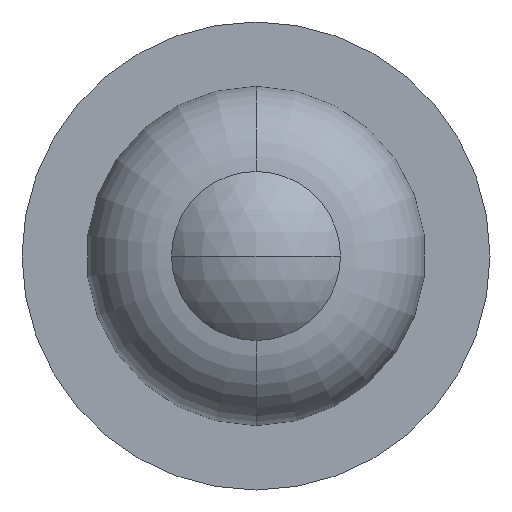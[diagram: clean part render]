
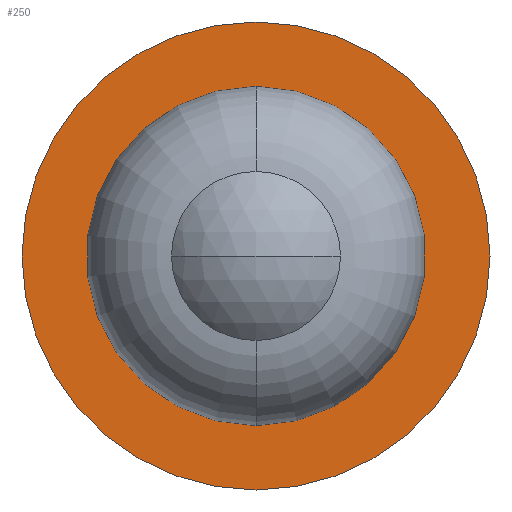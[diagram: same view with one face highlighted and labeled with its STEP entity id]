
A CAD part, front view. The second image highlights one B-rep face of the part: STEP entity #250.
In plain terms, the highlighted planar face has unit normal (0, -1, 0).
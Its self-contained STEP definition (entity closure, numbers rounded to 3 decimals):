
#4 = EDGE_CURVE ( 'NONE', #60, #164, #157, .T. ) ;
#11 = AXIS2_PLACEMENT_3D ( 'NONE', #48, #283, #287 ) ;
#42 = VERTEX_POINT ( 'NONE', #362 ) ;
#48 = CARTESIAN_POINT ( 'NONE',  ( 0., 10.3, 0. ) ) ;
#51 = ORIENTED_EDGE ( 'NONE', *, *, #68, .T. ) ;
#56 = ORIENTED_EDGE ( 'NONE', *, *, #237, .F. ) ;
#60 = VERTEX_POINT ( 'NONE', #353 ) ;
#61 = ORIENTED_EDGE ( 'NONE', *, *, #4, .F. ) ;
#68 = EDGE_CURVE ( 'NONE', #86, #42, #179, .T. ) ;
#79 = DIRECTION ( 'NONE',  ( 0., 0., -1. ) ) ;
#81 = DIRECTION ( 'NONE',  ( 0., 0., -1. ) ) ;
#86 = VERTEX_POINT ( 'NONE', #112 ) ;
#89 = DIRECTION ( 'NONE',  ( 0., -1., 0. ) ) ;
#90 = ORIENTED_EDGE ( 'NONE', *, *, #152, .T. ) ;
#95 = AXIS2_PLACEMENT_3D ( 'NONE', #228, #210, #114 ) ;
#109 = DIRECTION ( 'NONE',  ( 0., 0., -1. ) ) ;
#110 = FACE_OUTER_BOUND ( 'NONE', #364, .T. ) ;
#112 = CARTESIAN_POINT ( 'NONE',  ( 0., 10.3, 5.03 ) ) ;
#113 = CIRCLE ( 'NONE', #186, 2.515 ) ;
#114 = DIRECTION ( 'NONE',  ( 0., 0., -1. ) ) ;
#126 = FACE_BOUND ( 'NONE', #347, .T. ) ;
#148 = CARTESIAN_POINT ( 'NONE',  ( 0., 10.3, -2.515 ) ) ;
#152 = EDGE_CURVE ( 'NONE', #42, #86, #174, .T. ) ;
#157 = CIRCLE ( 'NONE', #11, 2.515 ) ;
#162 = DIRECTION ( 'NONE',  ( 0., -1., 0. ) ) ;
#164 = VERTEX_POINT ( 'NONE', #148 ) ;
#174 = CIRCLE ( 'NONE', #95, 5.03 ) ;
#179 = CIRCLE ( 'NONE', #206, 5.03 ) ;
#186 = AXIS2_PLACEMENT_3D ( 'NONE', #240, #358, #109 ) ;
#206 = AXIS2_PLACEMENT_3D ( 'NONE', #211, #162, #81 ) ;
#210 = DIRECTION ( 'NONE',  ( 0., -1., 0. ) ) ;
#211 = CARTESIAN_POINT ( 'NONE',  ( 0., 10.3, 0. ) ) ;
#228 = CARTESIAN_POINT ( 'NONE',  ( 0., 10.3, 0. ) ) ;
#237 = EDGE_CURVE ( 'NONE', #164, #60, #113, .T. ) ;
#240 = CARTESIAN_POINT ( 'NONE',  ( 0., 10.3, 0. ) ) ;
#250 = ADVANCED_FACE ( 'NONE', ( #110, #126 ), #262, .T. ) ;
#262 = PLANE ( 'NONE',  #305 ) ;
#283 = DIRECTION ( 'NONE',  ( 0., -1., 0. ) ) ;
#287 = DIRECTION ( 'NONE',  ( 0., 0., -1. ) ) ;
#305 = AXIS2_PLACEMENT_3D ( 'NONE', #336, #89, #79 ) ;
#336 = CARTESIAN_POINT ( 'NONE',  ( 2.515, 10.3, 0. ) ) ;
#347 = EDGE_LOOP ( 'NONE', ( #56, #61 ) ) ;
#353 = CARTESIAN_POINT ( 'NONE',  ( 0., 10.3, 2.515 ) ) ;
#358 = DIRECTION ( 'NONE',  ( 0., -1., 0. ) ) ;
#362 = CARTESIAN_POINT ( 'NONE',  ( 0., 10.3, -5.03 ) ) ;
#364 = EDGE_LOOP ( 'NONE', ( #90, #51 ) ) ;
